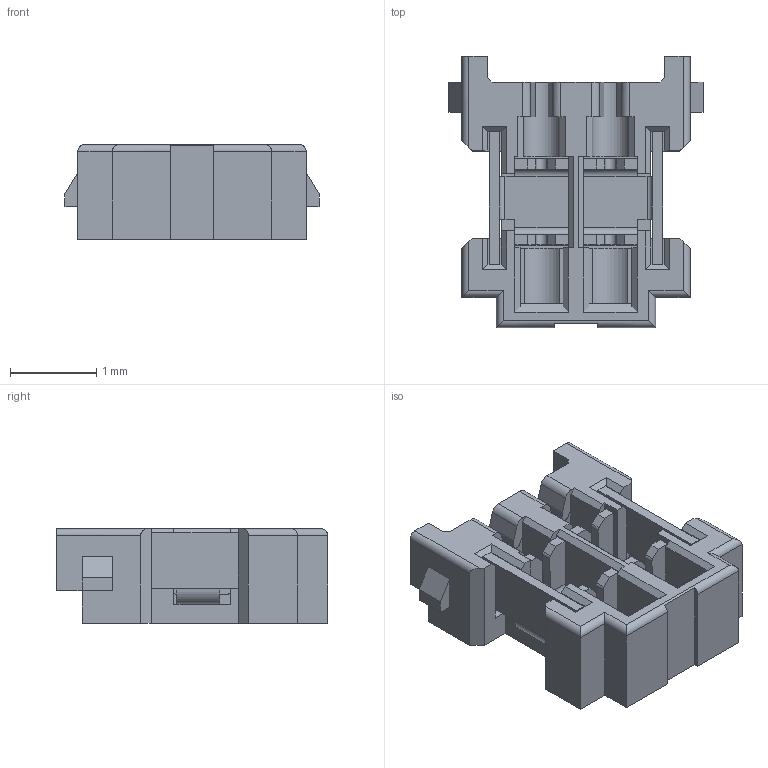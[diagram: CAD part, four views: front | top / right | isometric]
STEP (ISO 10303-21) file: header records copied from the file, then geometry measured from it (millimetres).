
FILE_DESCRIPTION((''),'2;1');
FILE_NAME('C-1981812-1','2008-01-22T',('workeradm'),('Tyco Electronics Corporation'),'PRO/ENGINEER BY PARAMETRIC TECHNOLOGY CORPORATION, 2005450','PRO/ENGINEER BY PARAMETRIC TECHNOLOGY CORPORATION, 2005450','');
FILE_SCHEMA(('CONFIG_CONTROL_DESIGN', 'GEOMETRIC_VALIDATION_PROPERTIES_MIM'));
Length unit declared in the file: millimetre
Products named in the file (1): C-1981812-1
Bounding box: 2.95 x 3.15 x 1.1 mm (x, y, z)
Volume: 5.1 mm3; surface area: 45.7 mm2
Topology: 1 solids, 1 shells, 251 faces, 747 edges, 482 vertices
Faces by surface type: plane 198, cylinder 53
Entity records: 8505 total; most frequent: CARTESIAN_POINT 1562, ORIENTED_EDGE 1494, DIRECTION 1345, EDGE_CURVE 747, VECTOR 631, LINE 631, VERTEX_POINT 482, AXIS2_PLACEMENT_3D 357
